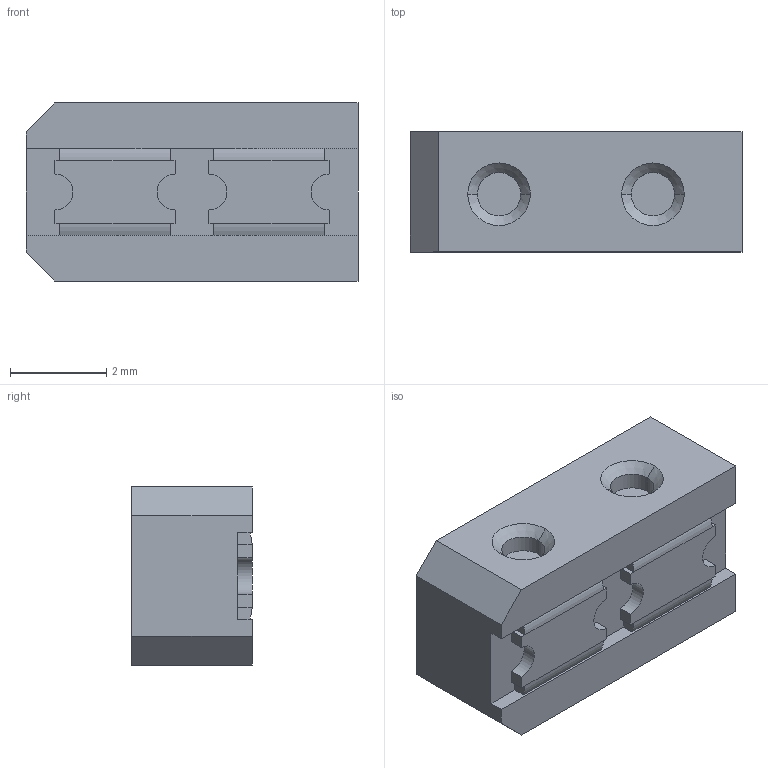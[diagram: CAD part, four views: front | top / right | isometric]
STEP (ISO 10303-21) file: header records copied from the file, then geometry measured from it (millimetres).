
FILE_DESCRIPTION (( 'STEP AP203' ), '1' );
FILE_NAME ('00-9176-002-8X4-X06-STP-BM.STEP', '2020-09-08T14:01:56', ( '' ), ( '' ), 'SwSTEP 2.0', 'SolidWorks 2020', '' );
FILE_SCHEMA (( 'CONFIG_CONTROL_DESIGN' ));
Length unit declared in the file: millimetre
Products named in the file (1): 00-9176-002-8X4-X06-STP-BM
Bounding box: 6.9 x 2.5 x 3.7 mm (x, y, z)
Volume: 59.7 mm3; surface area: 113.4 mm2
Topology: 1 solids, 1 shells, 198 faces, 524 edges, 344 vertices
Faces by surface type: plane 174, cylinder 16, cone 8
Entity records: 6097 total; most frequent: CARTESIAN_POINT 1067, ORIENTED_EDGE 1048, DIRECTION 962, EDGE_CURVE 524, LINE 484, VECTOR 484, VERTEX_POINT 344, AXIS2_PLACEMENT_3D 239
